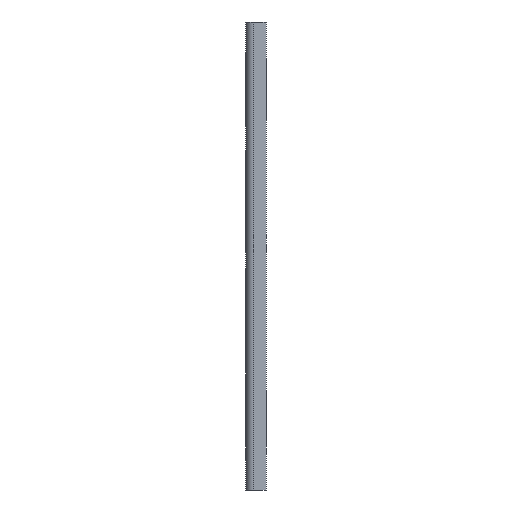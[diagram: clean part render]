
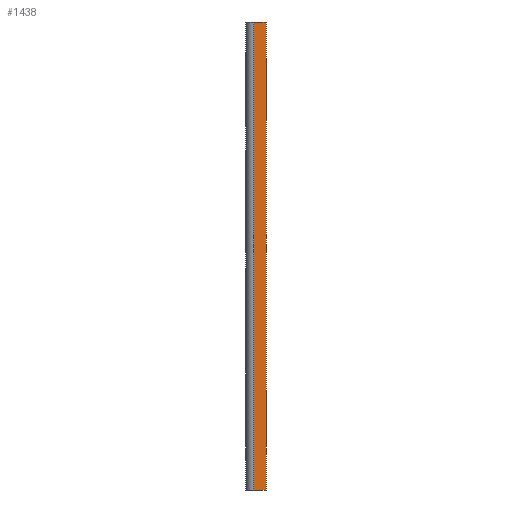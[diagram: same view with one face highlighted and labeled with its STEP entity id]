
A CAD part, left-side view. The second image highlights one B-rep face of the part: STEP entity #1438.
In plain terms, the highlighted planar face has unit normal (-1, 0, 0).
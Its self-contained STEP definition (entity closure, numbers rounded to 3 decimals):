
#51 = ORIENTED_EDGE ( 'NONE', *, *, #1748, .T. ) ;
#83 = ORIENTED_EDGE ( 'NONE', *, *, #1719, .T. ) ;
#110 = VERTEX_POINT ( 'NONE', #1745 ) ;
#116 = ORIENTED_EDGE ( 'NONE', *, *, #1772, .F. ) ;
#209 = ORIENTED_EDGE ( 'NONE', *, *, #1764, .F. ) ;
#251 = DIRECTION ( 'NONE',  ( 0., -1., 0. ) ) ;
#346 = VERTEX_POINT ( 'NONE', #2039 ) ;
#376 = VECTOR ( 'NONE', #251, 1000. ) ;
#433 = CARTESIAN_POINT ( 'NONE',  ( -70., -6.5, -190. ) ) ;
#480 = FACE_OUTER_BOUND ( 'NONE', #552, .T. ) ;
#549 = LINE ( 'NONE', #978, #1408 ) ;
#552 = EDGE_LOOP ( 'NONE', ( #83, #51, #209, #116 ) ) ;
#704 = DIRECTION ( 'NONE',  ( 0., 0., -1. ) ) ;
#708 = DIRECTION ( 'NONE',  ( 1., 0., 0. ) ) ;
#724 = PLANE ( 'NONE',  #904 ) ;
#734 = CARTESIAN_POINT ( 'NONE',  ( -70., 0., 190. ) ) ;
#796 = DIRECTION ( 'NONE',  ( 0., 0., -1. ) ) ;
#797 = LINE ( 'NONE', #1616, #1200 ) ;
#841 = VERTEX_POINT ( 'NONE', #433 ) ;
#904 = AXIS2_PLACEMENT_3D ( 'NONE', #734, #708, #704 ) ;
#978 = CARTESIAN_POINT ( 'NONE',  ( -70., -6.5, 190. ) ) ;
#1200 = VECTOR ( 'NONE', #1501, 1000. ) ;
#1248 = LINE ( 'NONE', #1670, #2049 ) ;
#1280 = CARTESIAN_POINT ( 'NONE',  ( -70., -6.5, 190. ) ) ;
#1298 = LINE ( 'NONE', #2073, #376 ) ;
#1408 = VECTOR ( 'NONE', #796, 1000. ) ;
#1438 = ADVANCED_FACE ( 'NONE', ( #480 ), #724, .F. ) ;
#1501 = DIRECTION ( 'NONE',  ( 0., -1., 0. ) ) ;
#1603 = DIRECTION ( 'NONE',  ( 0., 0., -1. ) ) ;
#1616 = CARTESIAN_POINT ( 'NONE',  ( -70., 0., 190. ) ) ;
#1670 = CARTESIAN_POINT ( 'NONE',  ( -70., -16.5, 190. ) ) ;
#1719 = EDGE_CURVE ( 'NONE', #1791, #841, #549, .T. ) ;
#1745 = CARTESIAN_POINT ( 'NONE',  ( -70., -16.5, 190. ) ) ;
#1748 = EDGE_CURVE ( 'NONE', #841, #346, #1298, .T. ) ;
#1764 = EDGE_CURVE ( 'NONE', #110, #346, #1248, .T. ) ;
#1772 = EDGE_CURVE ( 'NONE', #1791, #110, #797, .T. ) ;
#1791 = VERTEX_POINT ( 'NONE', #1280 ) ;
#2039 = CARTESIAN_POINT ( 'NONE',  ( -70., -16.5, -190. ) ) ;
#2049 = VECTOR ( 'NONE', #1603, 1000. ) ;
#2073 = CARTESIAN_POINT ( 'NONE',  ( -70., 0., -190. ) ) ;
